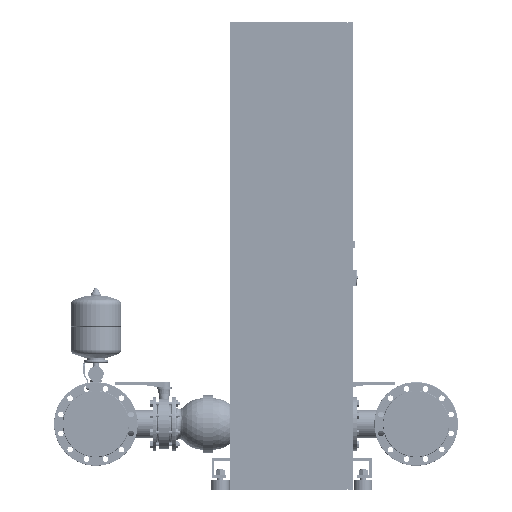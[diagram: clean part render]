
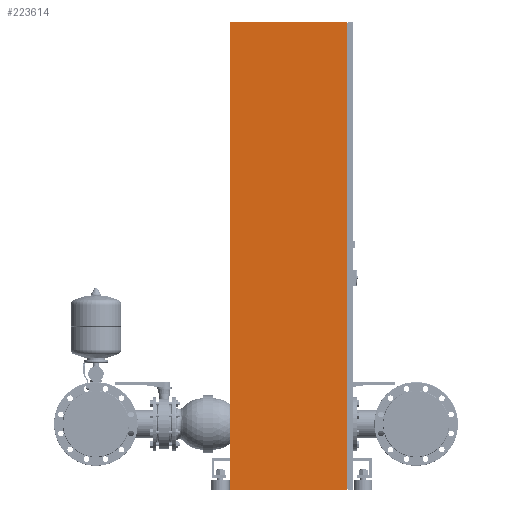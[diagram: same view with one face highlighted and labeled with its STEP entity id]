
A CAD part, left-side view. The second image highlights one B-rep face of the part: STEP entity #223614.
In plain terms, the highlighted planar face has unit normal (-1, 0, 0).
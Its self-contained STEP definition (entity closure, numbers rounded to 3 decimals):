
#223575=CARTESIAN_POINT('',(-950.0,250.0,0.0));
#223576=DIRECTION('',(-1.0,0.0,0.0));
#223577=DIRECTION('',(0.0,-1.0,0.0));
#223578=AXIS2_PLACEMENT_3D('',#223575,#223576,#223577);
#223579=PLANE('',#223578);
#223580=CARTESIAN_POINT('',(-950.0,-225.0,0.));
#223581=VERTEX_POINT('',#223580);
#223582=CARTESIAN_POINT('',(-950.,-225.,1900.0));
#223583=VERTEX_POINT('',#223582);
#223584=CARTESIAN_POINT('',(-950.0,-225.0,0.));
#223585=DIRECTION('',(0.0,0.0,1.0));
#223586=VECTOR('',#223585,1900.0);
#223587=LINE('',#223584,#223586);
#223588=EDGE_CURVE('',#223581,#223583,#223587,.T.);
#223589=ORIENTED_EDGE('',*,*,#223588,.T.);
#223590=CARTESIAN_POINT('',(-950.,250.,1900.0));
#223591=VERTEX_POINT('',#223590);
#223592=CARTESIAN_POINT('',(-950.,250.,1900.0));
#223593=DIRECTION('',(0.0,-1.0,0.0));
#223594=VECTOR('',#223593,475.0);
#223595=LINE('',#223592,#223594);
#223596=EDGE_CURVE('',#223591,#223583,#223595,.T.);
#223597=ORIENTED_EDGE('',*,*,#223596,.F.);
#223598=CARTESIAN_POINT('',(-950.0,250.0,0.0));
#223599=VERTEX_POINT('',#223598);
#223600=CARTESIAN_POINT('',(-950.,250.,1900.0));
#223601=DIRECTION('',(0.0,0.0,-1.0));
#223602=VECTOR('',#223601,1900.0);
#223603=LINE('',#223600,#223602);
#223604=EDGE_CURVE('',#223591,#223599,#223603,.T.);
#223605=ORIENTED_EDGE('',*,*,#223604,.T.);
#223606=CARTESIAN_POINT('',(-950.0,250.0,0.0));
#223607=DIRECTION('',(0.0,-1.0,0.0));
#223608=VECTOR('',#223607,475.0);
#223609=LINE('',#223606,#223608);
#223610=EDGE_CURVE('',#223599,#223581,#223609,.T.);
#223611=ORIENTED_EDGE('',*,*,#223610,.T.);
#223612=EDGE_LOOP('',(#223589,#223597,#223605,#223611));
#223613=FACE_OUTER_BOUND('',#223612,.T.);
#223614=ADVANCED_FACE('',(#223613),#223579,.T.);
